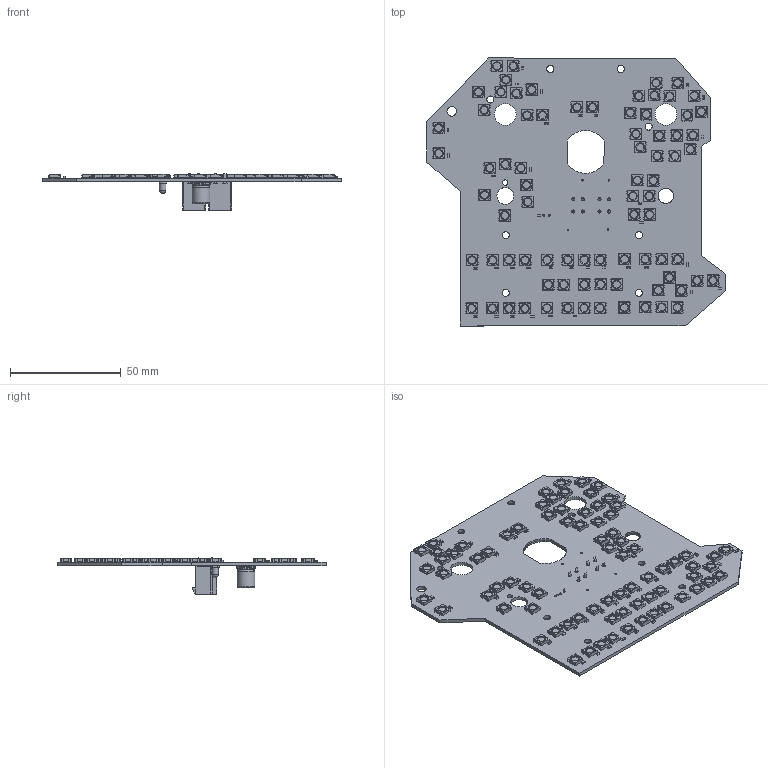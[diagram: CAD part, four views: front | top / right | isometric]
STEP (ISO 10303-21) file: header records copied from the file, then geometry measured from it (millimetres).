
FILE_DESCRIPTION(('KiCad electronic assembly'),'2;1');
FILE_NAME('KY-58 PANEL.step','2023-05-28T19:38:38',('Pcbnew'),('Kicad'), 'Open CASCADE STEP processor 7.6','KiCad to STEP converter','Unknown' );
FILE_SCHEMA(('AUTOMOTIVE_DESIGN { 1 0 10303 214 1 1 1 1 }'));
Length unit declared in the file: millimetre
Products named in the file (14): KY-58 PANEL 1; LED_WS2812B_PLCC4_5.0x5.0mm_P3.2mm; SOLID; R_0603_1608Metric; C_0603_1608Metric; LED_D3.0mm_GREEN; Molex_Mini-Fit_Jr_5566-04A_2x02_P4.20mm_Vertical; CP_Elec_8x10; KY-58 PANEL PCB
Assembly tree (125 placements, depth 3):
  KY-58 PANEL 1
    LED_WS2812B_PLCC4_5.0x5.0mm_P3.2mm  x79
      SOLID
    R_0603_1608Metric
      SOLID
    C_0603_1608Metric  x34
      SOLID
    LED_D3.0mm_GREEN
      SOLID
    Molex_Mini-Fit_Jr_5566-04A_2x02_P4.20mm_Vertical  x2
      SOLID
    CP_Elec_8x10
      SOLID
    KY-58 PANEL PCB
Bounding box: 134.72 x 120.82 x 16.3 mm (x, y, z)
Volume: 25446.3 mm3; surface area: 38129.6 mm2
Topology: 119 solids, 119 shells, 6831 faces, 19712 edges, 12976 vertices
Faces by surface type: plane 4549, cylinder 2195, cone 79, torus 4, bspline 2, sphere 1, revolution 1
Full cylindrical faces by diameter (mm): 0.7 x4, 0.9 x2, 1.4 x8, 2.38 x1, 3 x1, 3.175 x2, 3.2 x6, 3.333 x79, 4.3 x1, 7.54 x1, 8 x2, 9.804 x2
Entity records: 35550 total; most frequent: CARTESIAN_POINT 6704, DIRECTION 5184, LINE 3595, VECTOR 3595, ORIENTED_EDGE 2632, PCURVE 2632, DEFINITIONAL_REPRESENTATION 2632, EDGE_CURVE 1316
